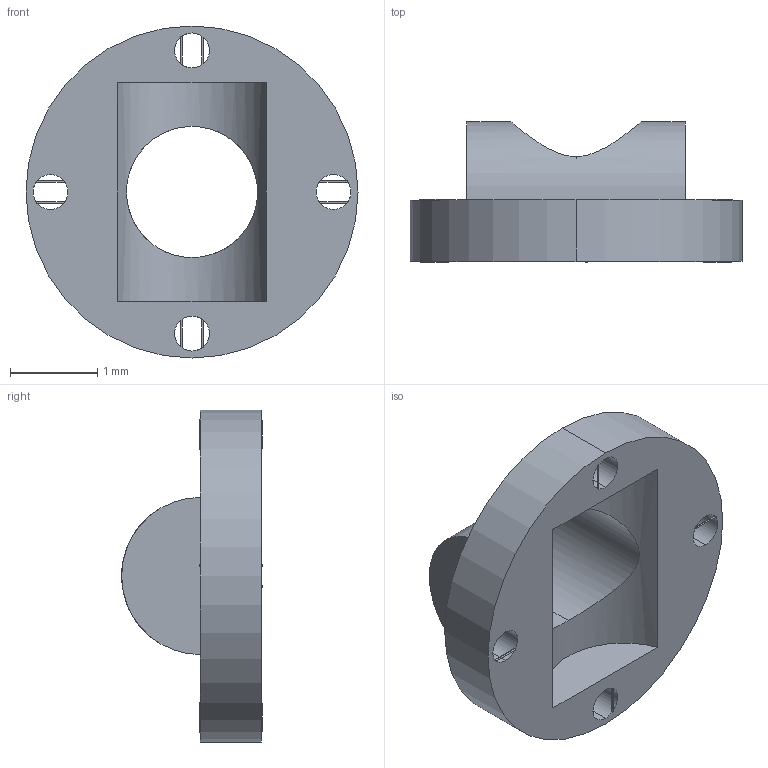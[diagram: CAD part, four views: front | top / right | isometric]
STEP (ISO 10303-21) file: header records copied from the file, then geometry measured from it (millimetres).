
FILE_DESCRIPTION (( 'STEP AP203' ), '1' );
FILE_NAME ('cylinder_joint_add_pulley_默认_sldprt.STEP', '2023-03-25T07:55:34', ( '' ), ( '' ), 'SwSTEP 2.0', 'SolidWorks 2019', '' );
FILE_SCHEMA (( 'CONFIG_CONTROL_DESIGN' ));
Length unit declared in the file: millimetre
Products named in the file (1): cylinder_joint_add_pulley_默认_sldprt
Bounding box: 3.8 x 1.61 x 3.8 mm (x, y, z)
Volume: 7.1 mm3; surface area: 42.3 mm2
Topology: 1 solids, 1 shells, 52 faces, 128 edges, 64 vertices
Faces by surface type: cylinder 46, plane 6
Entity records: 2561 total; most frequent: CARTESIAN_POINT 1273, ORIENTED_EDGE 256, DIRECTION 254, EDGE_CURVE 128, AXIS2_PLACEMENT_3D 109, VERTEX_POINT 64, EDGE_LOOP 64, CIRCLE 56
